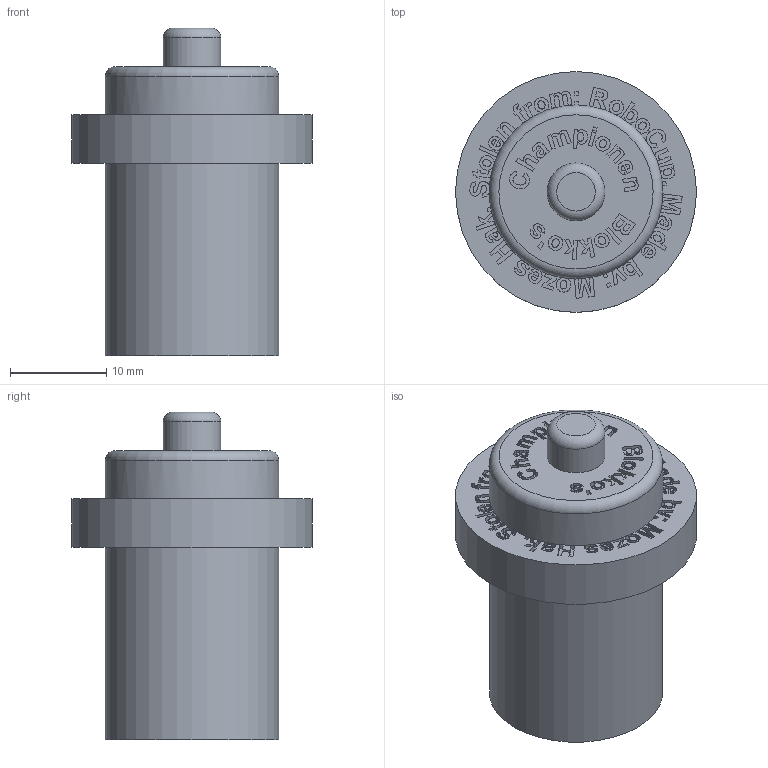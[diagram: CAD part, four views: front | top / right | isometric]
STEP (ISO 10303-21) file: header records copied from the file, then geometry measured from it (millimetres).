
FILE_DESCRIPTION(/* description */ (''),/* implementation_level */ '2;1');
FILE_NAME(/* name */ 'Championen blokko''s v3.step',/* time_stamp */ '2023-11-17T15:02:28+01:00',/* author */ (''),/* organization */ (''),/* preprocessor_version */ 'ST-DEVELOPER v20',/* originating_system */ 'Autodesk Translation Framework v12.14.0.127',/* authorisation */ '');
FILE_SCHEMA (('AUTOMOTIVE_DESIGN { 1 0 10303 214 3 1 1 }'));
Length unit declared in the file: millimetre
Products named in the file (1): Championen blokko's
Bounding box: 25 x 25 x 34 mm (x, y, z)
Volume: 8370.9 mm3; surface area: 3281.9 mm2
Topology: 1 solids, 1 shells, 1075 faces, 3012 edges, 1990 vertices
Faces by surface type: bspline 647, plane 420, cylinder 5, torus 3
Full cylindrical faces by diameter (mm): 6 x1, 8 x1, 18 x2, 25 x1
Entity records: 40373 total; most frequent: CARTESIAN_POINT 17188, ORIENTED_EDGE 6020, EDGE_CURVE 3010, DIRECTION 2608, VERTEX_POINT 1989, LINE 1606, VECTOR 1606, B_SPLINE_CURVE_WITH_KNOTS 1332
